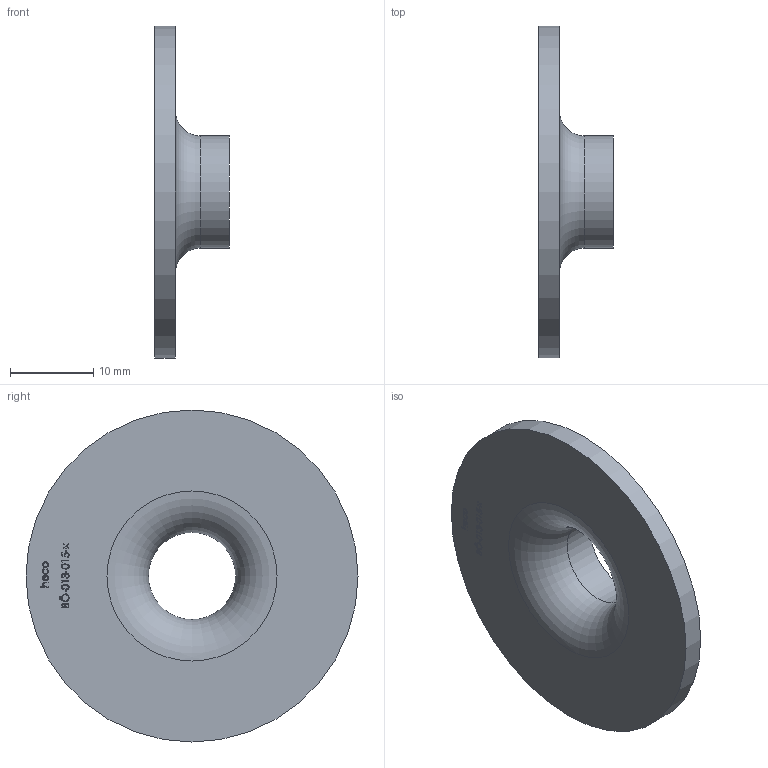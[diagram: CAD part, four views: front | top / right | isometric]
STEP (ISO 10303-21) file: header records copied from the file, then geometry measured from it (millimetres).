
FILE_DESCRIPTION (( 'STEP AP214' ), '1' );
FILE_NAME ('BÖ-013-015-x Vorschweissbördel 2012.STEP', '2020-12-02T10:33:33', ( '' ), ( '' ), 'SwSTEP 2.0', 'SolidWorks 2019', '' );
FILE_SCHEMA (( 'AUTOMOTIVE_DESIGN' ));
Length unit declared in the file: millimetre
Products named in the file (1): BÖ-013-015-x Vorschweissbördel 2012
Bounding box: 9 x 40 x 40 mm (x, y, z)
Volume: 3168 mm3; surface area: 3118.5 mm2
Topology: 1 solids, 1 shells, 200 faces, 515 edges, 343 vertices
Faces by surface type: bspline 100, plane 95, cylinder 3, torus 2
Full cylindrical faces by diameter (mm): 10.5 x1, 13.5 x1, 40 x1
Entity records: 13734 total; most frequent: CARTESIAN_POINT 7488, ORIENTED_EDGE 1018, DIRECTION 519, EDGE_CURVE 509, VERTEX_POINT 342, LINE 301, VECTOR 301, EDGE_LOOP 233
